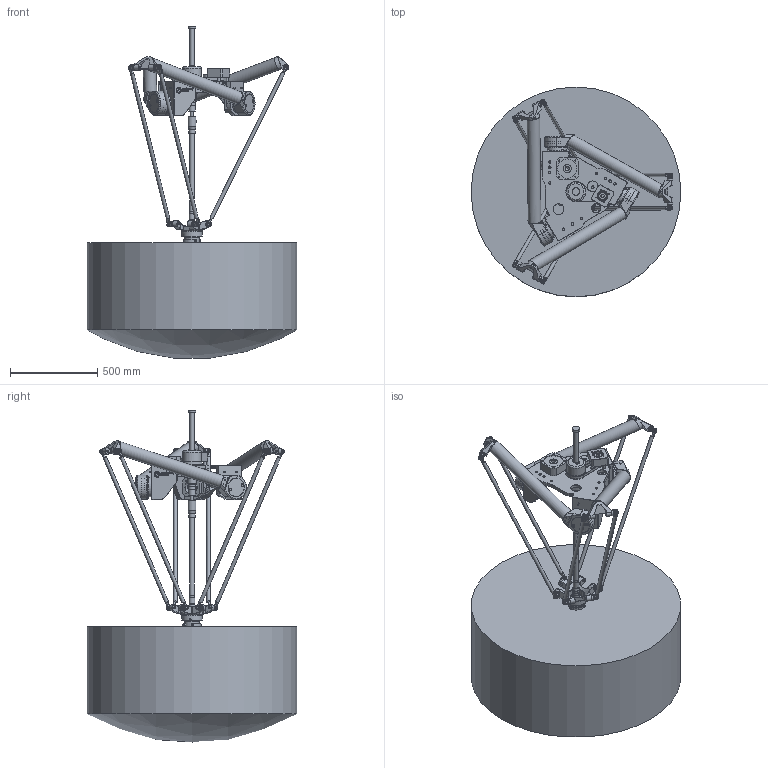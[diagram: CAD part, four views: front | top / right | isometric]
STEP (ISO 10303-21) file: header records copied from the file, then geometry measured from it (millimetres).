
FILE_DESCRIPTION(/* description */ (''),/* implementation_level */ '2;1');
FILE_NAME(/* name */ '3D-model_A_01001-0-TS1-ATS.stp',/* time_stamp */ '2022-03-03T14:29:54+01:00',/* author */ ('michael.schutter'),/* organization */ ('Majatronic'),/* preprocessor_version */ 'ST-DEVELOPER v16.5',/* originating_system */ 'Autodesk Inventor 2017',/* authorisation */ '');
FILE_SCHEMA (('AUTOMOTIVE_DESIGN { 1 0 10303 214 3 1 1 }'));
Products named in the file (14): A_01001-0-TS1-ATS_DUMMY; MT_BGR00100206; MT_WST00100416; MT_WST00067065MT_WST; MT_WST00068725MT_WST; MT_WST00068730MT_WST; MT_WST00100414; MT_WST00068733MT_WST; MT_WST00068734MT_WST; MT_WST00068922MT_WST; MT_WST00068449MT_WST; MT_WST00068450MT_WST; MT_WST00102410 Dummy Werkzeugträger; MT_WST00100274 Arbeitsbereich
Assembly tree (35 placements, depth 3):
  A_01001-0-TS1-ATS_DUMMY
    MT_BGR00100206
      MT_WST00100416
      MT_WST00067065MT_WST  x3
    MT_WST00068725MT_WST  x3
    MT_WST00068730MT_WST  x12
    MT_WST00100414
    MT_WST00068733MT_WST
    MT_WST00068734MT_WST
    MT_WST00068922MT_WST  x6
    MT_WST00068449MT_WST  x2
    MT_WST00068450MT_WST  x2
    MT_WST00102410 Dummy Werkzeugträger
    MT_WST00100274 Arbeitsbereich
Bounding box: 1200 x 1200 x 1899.61 mm (x, y, z)
Volume: 687063847.1 mm3; surface area: 6845542.1 mm2
Topology: 37 solids, 50 shells, 3493 faces, 8303 edges, 5241 vertices
Faces by surface type: plane 1870, cylinder 995, cone 375, bspline 152, torus 96, sphere 5
Full cylindrical faces by diameter (mm): 3 x2, 4 x12, 4.134 x10, 4.917 x21, 5.8 x1, 6 x10, 6.5 x4, 6.647 x4, 7 x3, 7.6 x12, 8 x37, 8.566 x4, 9 x6, 10 x40, 10.1 x2, 10.4 x2, 11 x11, 12 x39, 13.835 x9, 14 x28, 15 x24, 16 x2, 18 x30, 19 x5, 20 x8, 22 x1, 24 x4, 25 x3, 26 x3, 28 x1
Entity records: 69162 total; most frequent: CARTESIAN_POINT 21075, DIRECTION 9682, ORIENTED_EDGE 9106, EDGE_CURVE 4552, AXIS2_PLACEMENT_3D 3513, VERTEX_POINT 3104, EDGE_LOOP 2695, LINE 2656
